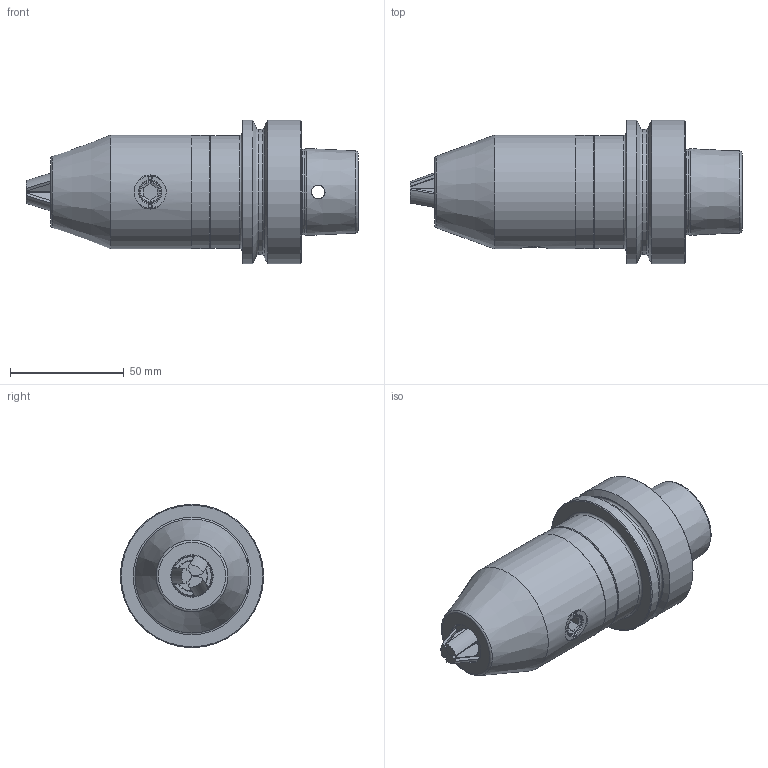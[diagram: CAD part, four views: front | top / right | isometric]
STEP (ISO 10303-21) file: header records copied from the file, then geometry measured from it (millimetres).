
FILE_DESCRIPTION(/* description */ (''),/* implementation_level */ '2;1');
FILE_NAME(/* name */ 'F63.15.13_Detail.stp',/* time_stamp */ '2023-03-28T09:23:38+02:00',/* author */ ('cad'),/* organization */ (''),/* preprocessor_version */ 'ST-DEVELOPER v18.1',/* originating_system */ 'Autodesk Inventor 2021',/* authorisation */ '');
FILE_SCHEMA (('AUTOMOTIVE_DESIGN { 1 0 10303 214 3 1 1 }'));
Length unit declared in the file: millimetre
Products named in the file (12): F63.15.13 ; 63_13_13_K; 1331402D------; 1331402-01F-; 1331402-0200H; 1331503-03B; 1331402-04D; 1331402-05C; 1331402-06F; 1331402-08B; SB01-8001; 1332401-103E
Assembly tree (13 placements, depth 3):
  F63.15.13 
    63_13_13_K
    1331402D------
      1331402-01F-
      1331402-0200H
      1331503-03B
      1331402-04D
      1331402-05C
      1331402-06F
      1331402-08B
      1332401-103E  x3
      SB01-8001
Bounding box: 145.98 x 63 x 63 mm (x, y, z)
Volume: 205220.5 mm3; surface area: 72582.8 mm2
Topology: 12 solids, 12 shells, 758 faces, 2225 edges, 1499 vertices
Faces by surface type: plane 289, cylinder 242, cone 157, torus 57, bspline 13
Full cylindrical faces by diameter (mm): 1.5 x2, 2 x6, 3 x2, 5 x2, 6 x2, 8 x2, 9.5 x2, 9.8 x2, 10.7 x1, 11.3 x1, 12 x1, 12.3 x1, 14 x2, 14.1 x2, 15 x1, 19.4 x1, 19.9 x2, 20 x2, 20.5 x1, 21.4 x1, 21.9 x1, 22.1 x1, 26 x2, 32 x1, 33.5 x1, 34.1 x1, 36 x1, 36.2 x1, 37.6 x1, 39.6 x1
Entity records: 32905 total; most frequent: CARTESIAN_POINT 13933, ORIENTED_EDGE 4154, DIRECTION 3810, EDGE_CURVE 2077, AXIS2_PLACEMENT_3D 1652, VERTEX_POINT 1413, EDGE_LOOP 764, FACE_OUTER_BOUND 704
